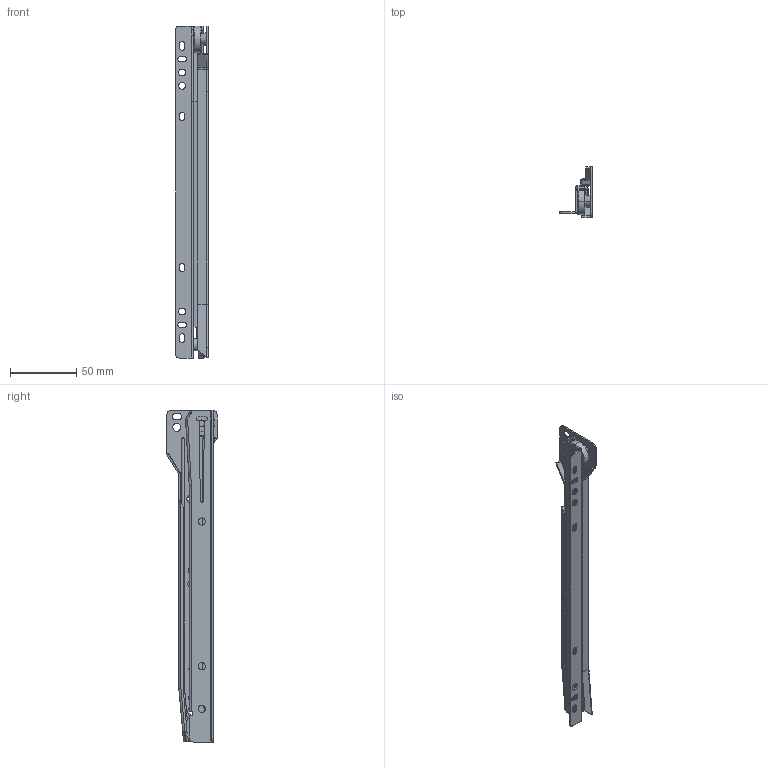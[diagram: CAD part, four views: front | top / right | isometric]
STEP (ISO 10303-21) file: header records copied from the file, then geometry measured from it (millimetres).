
FILE_DESCRIPTION (( 'STEP AP214' ), '1' );
FILE_NAME ('F000545,F000553,F000561_CLOSED_RIGHT_3D.step', '2022-08-15T13:37:18', ( '' ), ( '' ), 'SwSTEP 2.0', 'SolidWorks 2020', '' );
FILE_SCHEMA (( 'AUTOMOTIVE_DESIGN' ));
Length unit declared in the file: millimetre
Products named in the file (3): Koleèkový výsuv-pravý-vnitøní èást-250mm; F000545,F000553,F000561_CLOSED_RIGHT_3D; Koleèkový výsuv-pravý-venkovní èást-250mm
Assembly tree (2 placements, depth 2):
  F000545,F000553,F000561_CLOSED_RIGHT_3D
    Koleèkový výsuv-pravý-venkovní èást-250mm
    Koleèkový výsuv-pravý-vnitøní èást-250mm
Bounding box: 24.75 x 37.89 x 250 mm (x, y, z)
Volume: 23483 mm3; surface area: 40274.7 mm2
Topology: 2 solids, 2 shells, 318 faces, 836 edges, 521 vertices
Faces by surface type: cylinder 126, plane 94, bspline 60, torus 22, cone 16
Entity records: 11605 total; most frequent: CARTESIAN_POINT 3677, ORIENTED_EDGE 1652, DIRECTION 1633, EDGE_CURVE 826, AXIS2_PLACEMENT_3D 602, VERTEX_POINT 521, LINE 429, VECTOR 429
